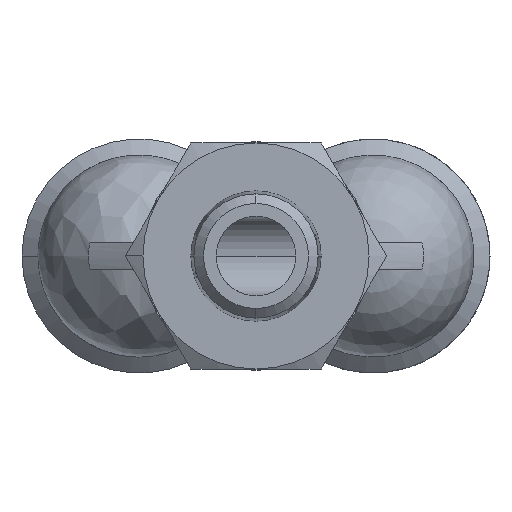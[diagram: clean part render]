
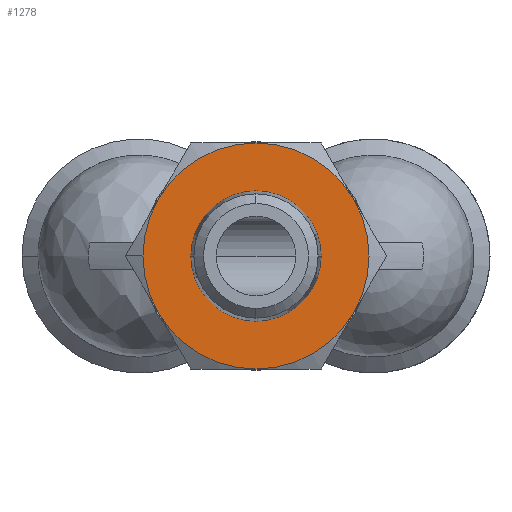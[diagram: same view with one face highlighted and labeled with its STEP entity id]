
A CAD part, front view. The second image highlights one B-rep face of the part: STEP entity #1278.
In plain terms, the highlighted planar face has unit normal (0, -1, 0).
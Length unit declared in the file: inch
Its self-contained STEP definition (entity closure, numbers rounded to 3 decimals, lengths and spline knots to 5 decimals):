
#35 = AXIS2_PLACEMENT_3D ( 'NONE', #1708, #3018, #1951 ) ;
#62 = AXIS2_PLACEMENT_3D ( 'NONE', #3651, #3394, #1665 ) ;
#67 = CARTESIAN_POINT ( 'NONE',  ( 0., -0.19685, 0. ) ) ;
#133 = DIRECTION ( 'NONE',  ( 0., -1., 0. ) ) ;
#157 = DIRECTION ( 'NONE',  ( -1., 0., 0. ) ) ;
#161 = CARTESIAN_POINT ( 'NONE',  ( 0., -0.19685, 0. ) ) ;
#211 = CARTESIAN_POINT ( 'NONE',  ( 0.19291, -0.19685, 0. ) ) ;
#278 = CIRCLE ( 'NONE', #3231, 0.33465 ) ;
#349 = DIRECTION ( 'NONE',  ( 0., -1., 0. ) ) ;
#352 = DIRECTION ( 'NONE',  ( -1., 0., 0. ) ) ;
#440 = EDGE_CURVE ( 'NONE', #3171, #2042, #2017, .T. ) ;
#475 = EDGE_CURVE ( 'NONE', #3538, #2410, #664, .T. ) ;
#498 = EDGE_CURVE ( 'NONE', #2410, #3538, #2050, .T. ) ;
#559 = AXIS2_PLACEMENT_3D ( 'NONE', #1287, #3310, #1586 ) ;
#566 = DIRECTION ( 'NONE',  ( -1., 0., 0. ) ) ;
#576 = DIRECTION ( 'NONE',  ( 0., -1., 0. ) ) ;
#587 = CARTESIAN_POINT ( 'NONE',  ( 0., -0.19685, 0. ) ) ;
#604 = AXIS2_PLACEMENT_3D ( 'NONE', #161, #349, #997 ) ;
#620 = CARTESIAN_POINT ( 'NONE',  ( 0., -0.19685, 0. ) ) ;
#664 = CIRCLE ( 'NONE', #604, 0.19291 ) ;
#673 = CARTESIAN_POINT ( 'NONE',  ( 0., -0.19685, 0.33465 ) ) ;
#760 = EDGE_CURVE ( 'NONE', #2042, #2868, #1185, .T. ) ;
#797 = AXIS2_PLACEMENT_3D ( 'NONE', #620, #3715, #968 ) ;
#913 = AXIS2_PLACEMENT_3D ( 'NONE', #587, #576, #566 ) ;
#968 = DIRECTION ( 'NONE',  ( -1., 0., 0. ) ) ;
#977 = VERTEX_POINT ( 'NONE', #1943 ) ;
#997 = DIRECTION ( 'NONE',  ( -1., 0., 0. ) ) ;
#1070 = PLANE ( 'NONE',  #62 ) ;
#1129 = CARTESIAN_POINT ( 'NONE',  ( -0.33465, -0.19685, 0. ) ) ;
#1185 = CIRCLE ( 'NONE', #913, 0.33465 ) ;
#1207 = ORIENTED_EDGE ( 'NONE', *, *, #1495, .T. ) ;
#1241 = CARTESIAN_POINT ( 'NONE',  ( 0.28981, -0.19685, 0.16732 ) ) ;
#1278 = ADVANCED_FACE ( 'NONE', ( #1650, #1688 ), #1070, .T. ) ;
#1287 = CARTESIAN_POINT ( 'NONE',  ( 0., -0.19685, 0. ) ) ;
#1353 = CARTESIAN_POINT ( 'NONE',  ( 0., -0.19685, 0. ) ) ;
#1495 = EDGE_CURVE ( 'NONE', #2574, #3171, #1509, .T. ) ;
#1509 = CIRCLE ( 'NONE', #3256, 0.33465 ) ;
#1586 = DIRECTION ( 'NONE',  ( -1., 0., 0. ) ) ;
#1647 = DIRECTION ( 'NONE',  ( -1., 0., 0. ) ) ;
#1650 = FACE_BOUND ( 'NONE', #3499, .T. ) ;
#1665 = DIRECTION ( 'NONE',  ( 0., 0., -1. ) ) ;
#1688 = FACE_OUTER_BOUND ( 'NONE', #3607, .T. ) ;
#1708 = CARTESIAN_POINT ( 'NONE',  ( 0., -0.19685, 0. ) ) ;
#1730 = AXIS2_PLACEMENT_3D ( 'NONE', #3611, #1906, #157 ) ;
#1810 = ORIENTED_EDGE ( 'NONE', *, *, #2156, .T. ) ;
#1880 = CARTESIAN_POINT ( 'NONE',  ( 0., -0.19685, 0. ) ) ;
#1906 = DIRECTION ( 'NONE',  ( 0., -1., 0. ) ) ;
#1943 = CARTESIAN_POINT ( 'NONE',  ( -0.28981, -0.19685, -0.16732 ) ) ;
#1951 = DIRECTION ( 'NONE',  ( -1., 0., 0. ) ) ;
#1993 = AXIS2_PLACEMENT_3D ( 'NONE', #1353, #3371, #1647 ) ;
#2017 = CIRCLE ( 'NONE', #35, 0.33465 ) ;
#2042 = VERTEX_POINT ( 'NONE', #2947 ) ;
#2050 = CIRCLE ( 'NONE', #797, 0.19291 ) ;
#2100 = DIRECTION ( 'NONE',  ( 0., -1., 0. ) ) ;
#2156 = EDGE_CURVE ( 'NONE', #3070, #2574, #278, .T. ) ;
#2172 = DIRECTION ( 'NONE',  ( -1., 0., 0. ) ) ;
#2223 = ORIENTED_EDGE ( 'NONE', *, *, #3272, .T. ) ;
#2266 = VERTEX_POINT ( 'NONE', #3386 ) ;
#2337 = CIRCLE ( 'NONE', #1730, 0.33465 ) ;
#2386 = CIRCLE ( 'NONE', #1993, 0.33465 ) ;
#2410 = VERTEX_POINT ( 'NONE', #2914 ) ;
#2412 = CARTESIAN_POINT ( 'NONE',  ( 0.28981, -0.19685, -0.16732 ) ) ;
#2431 = ORIENTED_EDGE ( 'NONE', *, *, #760, .T. ) ;
#2574 = VERTEX_POINT ( 'NONE', #1241 ) ;
#2650 = EDGE_CURVE ( 'NONE', #2266, #3070, #3383, .T. ) ;
#2823 = ORIENTED_EDGE ( 'NONE', *, *, #498, .F. ) ;
#2868 = VERTEX_POINT ( 'NONE', #1129 ) ;
#2914 = CARTESIAN_POINT ( 'NONE',  ( -0.19291, -0.19685, 0. ) ) ;
#2947 = CARTESIAN_POINT ( 'NONE',  ( -0.28981, -0.19685, 0.16732 ) ) ;
#3018 = DIRECTION ( 'NONE',  ( 0., -1., 0. ) ) ;
#3070 = VERTEX_POINT ( 'NONE', #2412 ) ;
#3120 = ORIENTED_EDGE ( 'NONE', *, *, #2650, .T. ) ;
#3171 = VERTEX_POINT ( 'NONE', #673 ) ;
#3218 = ORIENTED_EDGE ( 'NONE', *, *, #440, .T. ) ;
#3231 = AXIS2_PLACEMENT_3D ( 'NONE', #1880, #133, #2172 ) ;
#3256 = AXIS2_PLACEMENT_3D ( 'NONE', #67, #2100, #352 ) ;
#3272 = EDGE_CURVE ( 'NONE', #2868, #977, #2386, .T. ) ;
#3310 = DIRECTION ( 'NONE',  ( 0., -1., 0. ) ) ;
#3371 = DIRECTION ( 'NONE',  ( 0., -1., 0. ) ) ;
#3383 = CIRCLE ( 'NONE', #559, 0.33465 ) ;
#3386 = CARTESIAN_POINT ( 'NONE',  ( 0., -0.19685, -0.33465 ) ) ;
#3394 = DIRECTION ( 'NONE',  ( 0., -1., 0. ) ) ;
#3494 = EDGE_CURVE ( 'NONE', #977, #2266, #2337, .T. ) ;
#3498 = ORIENTED_EDGE ( 'NONE', *, *, #3494, .T. ) ;
#3499 = EDGE_LOOP ( 'NONE', ( #2823, #3625 ) ) ;
#3538 = VERTEX_POINT ( 'NONE', #211 ) ;
#3607 = EDGE_LOOP ( 'NONE', ( #1207, #3218, #2431, #2223, #3498, #3120, #1810 ) ) ;
#3611 = CARTESIAN_POINT ( 'NONE',  ( 0., -0.19685, 0. ) ) ;
#3625 = ORIENTED_EDGE ( 'NONE', *, *, #475, .F. ) ;
#3651 = CARTESIAN_POINT ( 'NONE',  ( -0.26378, -0.19685, 0. ) ) ;
#3715 = DIRECTION ( 'NONE',  ( 0., -1., 0. ) ) ;
